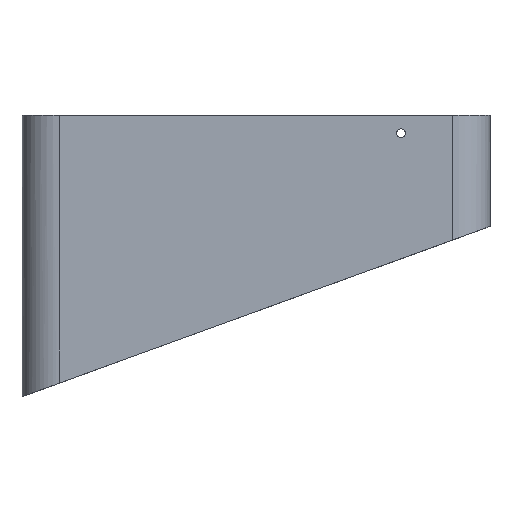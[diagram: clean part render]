
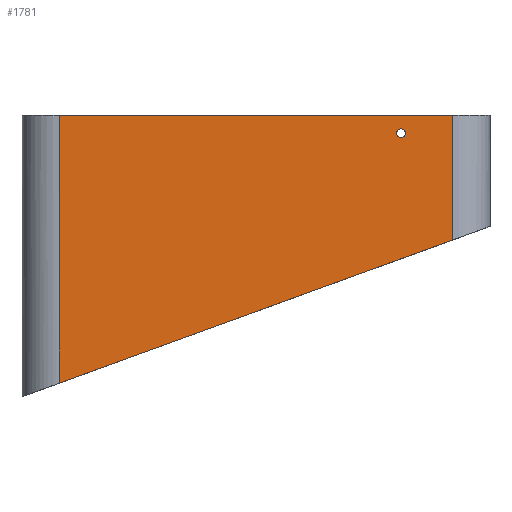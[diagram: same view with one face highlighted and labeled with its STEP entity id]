
A CAD part, left-side view. The second image highlights one B-rep face of the part: STEP entity #1781.
In plain terms, the highlighted planar face has unit normal (-1, 0, 0).
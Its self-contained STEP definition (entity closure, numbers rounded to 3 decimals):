
#45=FACE_BOUND('',#407,.T.);
#73=CIRCLE('',#1879,0.7);
#198=PLANE('',#1980);
#292=FACE_OUTER_BOUND('',#406,.T.);
#406=EDGE_LOOP('',(#1674,#1675,#1676,#1677));
#407=EDGE_LOOP('',(#1678));
#491=LINE('',#2786,#652);
#493=LINE('',#2801,#654);
#573=LINE('',#3093,#734);
#575=LINE('',#3097,#736);
#652=VECTOR('',#2188,10.);
#654=VECTOR('',#2204,10.);
#734=VECTOR('',#2506,10.);
#736=VECTOR('',#2512,10.);
#841=VERTEX_POINT('',#2783);
#842=VERTEX_POINT('',#2785);
#848=VERTEX_POINT('',#2799);
#855=VERTEX_POINT('',#2824);
#921=VERTEX_POINT('',#3091);
#1033=EDGE_CURVE('',#841,#842,#491,.T.);
#1041=EDGE_CURVE('',#841,#848,#493,.T.);
#1052=EDGE_CURVE('',#855,#855,#73,.T.);
#1174=EDGE_CURVE('',#921,#848,#573,.T.);
#1176=EDGE_CURVE('',#842,#921,#575,.T.);
#1674=ORIENTED_EDGE('',*,*,#1176,.F.);
#1675=ORIENTED_EDGE('',*,*,#1033,.F.);
#1676=ORIENTED_EDGE('',*,*,#1041,.T.);
#1677=ORIENTED_EDGE('',*,*,#1174,.F.);
#1678=ORIENTED_EDGE('',*,*,#1052,.T.);
#1781=ADVANCED_FACE('',(#292,#45),#198,.T.);
#1879=AXIS2_PLACEMENT_3D('',#2825,#2232,#2233);
#1980=AXIS2_PLACEMENT_3D('',#3096,#2510,#2511);
#2188=DIRECTION('',(0.,0.94,-0.342));
#2204=DIRECTION('',(0.,0.,1.));
#2232=DIRECTION('center_axis',(1.,0.,0.));
#2233=DIRECTION('ref_axis',(0.,-1.,0.));
#2506=DIRECTION('',(0.,-1.,0.));
#2510=DIRECTION('center_axis',(-1.,0.,0.));
#2511=DIRECTION('ref_axis',(0.,-1.,0.));
#2512=DIRECTION('',(0.,0.,1.));
#2783=CARTESIAN_POINT('',(-53.72,6.,-20.));
#2785=CARTESIAN_POINT('',(-53.72,69.05,-42.948));
#2786=CARTESIAN_POINT('',(-53.72,57.788,-38.849));
#2799=CARTESIAN_POINT('',(-53.72,6.,0.));
#2801=CARTESIAN_POINT('',(-53.72,6.,-20.));
#2824=CARTESIAN_POINT('',(-53.72,14.984,-2.873));
#2825=CARTESIAN_POINT('Origin',(-53.72,14.284,-2.873));
#3091=CARTESIAN_POINT('',(-53.72,69.05,0.));
#3093=CARTESIAN_POINT('',(-53.72,53.288,0.));
#3096=CARTESIAN_POINT('Origin',(-53.72,69.05,-20.));
#3097=CARTESIAN_POINT('',(-53.72,69.05,-20.));
